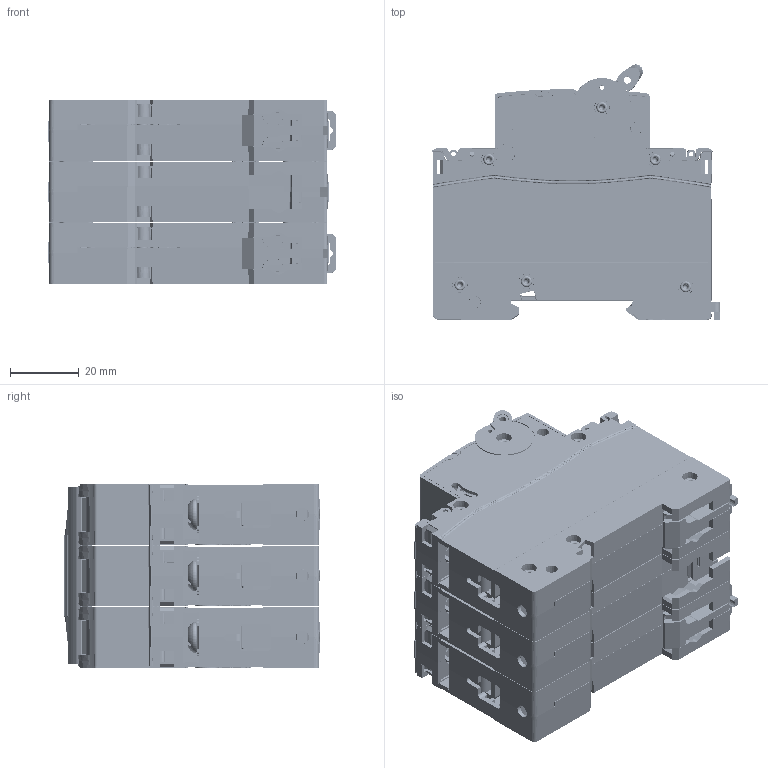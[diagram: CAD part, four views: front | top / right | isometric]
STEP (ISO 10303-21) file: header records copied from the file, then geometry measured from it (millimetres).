
FILE_DESCRIPTION (( 'STEP AP214' ), '1' );
FILE_NAME ('S631XX-00.00.000 Load breaker 3P.STEP', '2024-05-07T07:59:18', ( '' ), ( '' ), 'SwSTEP 2.0', 'SolidWorks 2021', '' );
FILE_SCHEMA (( 'AUTOMOTIVE_DESIGN' ));
Length unit declared in the file: millimetre
Products named in the file (1): S631XX-00.00.000 Load breaker 3P
Bounding box: 83.72 x 74.27 x 53.4 mm (x, y, z)
Volume: 82510 mm3; surface area: 136034.1 mm2
Topology: 59 solids, 77 shells, 9657 faces, 26621 edges, 17442 vertices
Faces by surface type: plane 6258, cone 1549, cylinder 1202, bspline 321, torus 285, sphere 42
Entity records: 417064 total; most frequent: CARTESIAN_POINT 76094, ORIENTED_EDGE 53068, DIRECTION 48509, EDGE_CURVE 26534, LINE 18169, VECTOR 18169, VERTEX_POINT 17397, AXIS2_PLACEMENT_3D 15170
